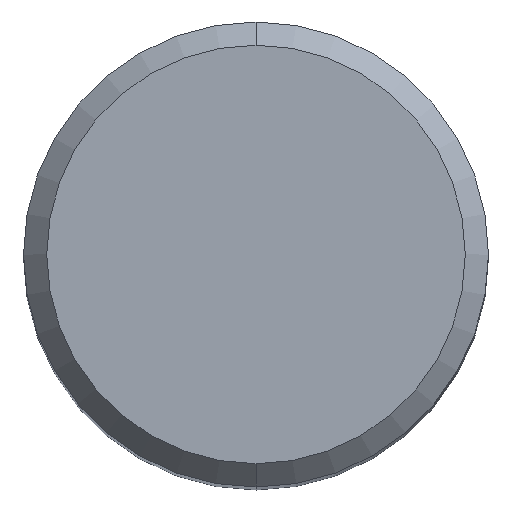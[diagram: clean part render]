
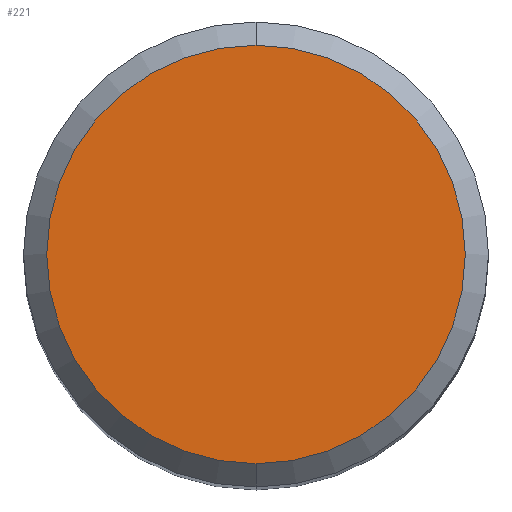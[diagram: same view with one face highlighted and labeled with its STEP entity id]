
A CAD part, top view. The second image highlights one B-rep face of the part: STEP entity #221.
In plain terms, the highlighted planar face has unit normal (0, 0, 1).
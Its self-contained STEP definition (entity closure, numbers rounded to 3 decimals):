
#133=VERTEX_POINT('',#291);
#151=EDGE_CURVE('',#183,#133,#312,.T.);
#183=VERTEX_POINT('',#348);
#187=EDGE_CURVE('',#133,#183,#352,.T.);
#221=ADVANCED_FACE('',(#387),#388,.T.);
#291=CARTESIAN_POINT('',(0.,-5.4,0.0));
#312=CIRCLE('',#487,5.4);
#348=CARTESIAN_POINT('',(0.0,5.4,0.0));
#352=CIRCLE('',#534,5.4);
#387=FACE_OUTER_BOUND('',#586,.T.);
#388=PLANE('',#587);
#487=AXIS2_PLACEMENT_3D('',#695,#696,#697);
#534=AXIS2_PLACEMENT_3D('',#739,#740,#741);
#586=EDGE_LOOP('',(#776,#777));
#587=AXIS2_PLACEMENT_3D('',#778,#779,#780);
#695=CARTESIAN_POINT('',(0.0,0.0,0.0));
#696=DIRECTION('',(0.0,0.0,-1.0));
#697=DIRECTION('',(0.0,1.0,0.0));
#739=CARTESIAN_POINT('',(0.0,0.0,0.0));
#740=DIRECTION('',(0.0,0.0,-1.0));
#741=DIRECTION('',(0.0,1.0,0.0));
#776=ORIENTED_EDGE('',*,*,#151,.F.);
#777=ORIENTED_EDGE('',*,*,#187,.F.);
#778=CARTESIAN_POINT('',(0.0,2.7,0.0));
#779=DIRECTION('',(-0.0,0.0,1.0));
#780=DIRECTION('',(0.0,-1.0,0.0));
